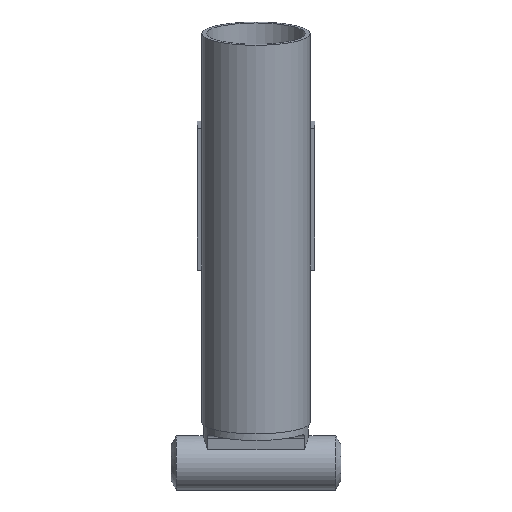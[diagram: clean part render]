
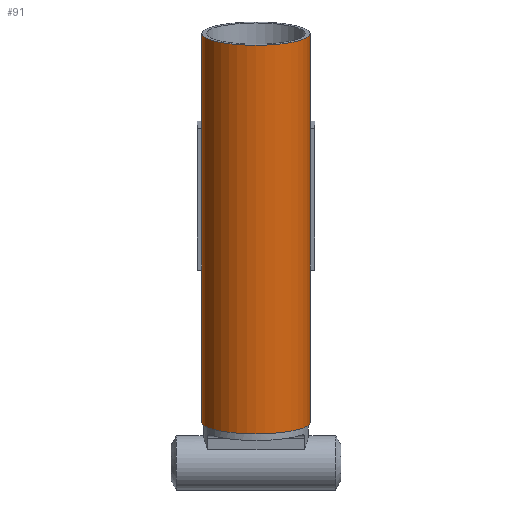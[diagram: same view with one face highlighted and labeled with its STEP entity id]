
A CAD part, front view. The second image highlights one B-rep face of the part: STEP entity #91.
In plain terms, the highlighted cylindrical face has radius 38.1 mm (diameter 76.2 mm), a full revolution.
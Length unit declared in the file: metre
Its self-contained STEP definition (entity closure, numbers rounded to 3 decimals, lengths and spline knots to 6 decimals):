
#91 = ADVANCED_FACE( '', ( #203, #204, #205 ), #206, .T. );
#203 = FACE_BOUND( '', #336, .T. );
#204 = FACE_OUTER_BOUND( '', #337, .T. );
#205 = FACE_OUTER_BOUND( '', #338, .T. );
#206 = CYLINDRICAL_SURFACE( '', #339, 0.0381 );
#336 = EDGE_LOOP( '', ( #521, #522, #523, #524 ) );
#337 = EDGE_LOOP( '', ( #525 ) );
#338 = EDGE_LOOP( '', ( #526 ) );
#339 = AXIS2_PLACEMENT_3D( '', #527, #528, #529 );
#521 = ORIENTED_EDGE( '', *, *, #727, .T. );
#522 = ORIENTED_EDGE( '', *, *, #700, .T. );
#523 = ORIENTED_EDGE( '', *, *, #719, .F. );
#524 = ORIENTED_EDGE( '', *, *, #728, .T. );
#525 = ORIENTED_EDGE( '', *, *, #729, .T. );
#526 = ORIENTED_EDGE( '', *, *, #689, .F. );
#527 = CARTESIAN_POINT( '', ( 0., -2.635188, 1.12572 ) );
#528 = DIRECTION( '', ( 0., -0.215, 0.977 ) );
#529 = DIRECTION( '', ( 0., 0.977, 0.215 ) );
#689 = EDGE_CURVE( '', #801, #801, #802, .T. );
#700 = EDGE_CURVE( '', #820, #817, #821, .T. );
#719 = EDGE_CURVE( '', #849, #817, #851, .F. );
#727 = EDGE_CURVE( '', #862, #820, #863, .F. );
#728 = EDGE_CURVE( '', #849, #862, #864, .F. );
#729 = EDGE_CURVE( '', #865, #865, #866, .T. );
#801 = VERTEX_POINT( '', #1040 );
#802 = CIRCLE( '', #1041, 0.0381 );
#817 = VERTEX_POINT( '', #1057 );
#820 = VERTEX_POINT( '', #1060 );
#821 = LINE( '', #1061, #1062 );
#849 = VERTEX_POINT( '', #1099 );
#851 = CIRCLE( '', #1101, 0.0381 );
#862 = VERTEX_POINT( '', #1117 );
#863 = CIRCLE( '', #1118, 0.0381 );
#864 = LINE( '', #1119, #1120 );
#865 = VERTEX_POINT( '', #1121 );
#866 = CIRCLE( '', #1122, 0.0381 );
#1040 = CARTESIAN_POINT( '', ( 0., -2.538043, 0.860996 ) );
#1041 = AXIS2_PLACEMENT_3D( '', #1227, #1228, #1229 );
#1057 = CARTESIAN_POINT( '', ( -0.01872, -2.564638, 0.959177 ) );
#1060 = CARTESIAN_POINT( '', ( -0.01872, -2.586431, 1.058412 ) );
#1061 = CARTESIAN_POINT( '', ( -0.01872, -2.602776, 1.132838 ) );
#1062 = VECTOR( '', #1246, 1. );
#1099 = CARTESIAN_POINT( '', ( 0.01872, -2.564638, 0.959177 ) );
#1101 = AXIS2_PLACEMENT_3D( '', #1268, #1269, #1270 );
#1117 = CARTESIAN_POINT( '', ( 0.01872, -2.586431, 1.058412 ) );
#1118 = AXIS2_PLACEMENT_3D( '', #1276, #1277, #1278 );
#1119 = CARTESIAN_POINT( '', ( 0.01872, -2.602776, 1.132838 ) );
#1120 = VECTOR( '', #1279, 1. );
#1121 = CARTESIAN_POINT( '', ( 0., -2.597975, 1.133893 ) );
#1122 = AXIS2_PLACEMENT_3D( '', #1280, #1281, #1282 );
#1227 = CARTESIAN_POINT( '', ( 0., -2.575256, 0.852823 ) );
#1228 = DIRECTION( '', ( 0., 0.215, -0.977 ) );
#1229 = DIRECTION( '', ( 0., 0.977, 0.215 ) );
#1246 = DIRECTION( '', ( 0., 0.215, -0.977 ) );
#1268 = CARTESIAN_POINT( '', ( 0., -2.597049, 0.952059 ) );
#1269 = DIRECTION( '', ( 0., 0.215, -0.977 ) );
#1270 = DIRECTION( '', ( 0., 0.977, 0.215 ) );
#1276 = CARTESIAN_POINT( '', ( 0., -2.618843, 1.051294 ) );
#1277 = DIRECTION( '', ( 0., 0.215, -0.977 ) );
#1278 = DIRECTION( '', ( 0., 0.977, 0.215 ) );
#1279 = DIRECTION( '', ( 0., 0.215, -0.977 ) );
#1280 = CARTESIAN_POINT( '', ( 0., -2.635188, 1.12572 ) );
#1281 = DIRECTION( '', ( 0., 0.215, -0.977 ) );
#1282 = DIRECTION( '', ( 0., 0.977, 0.215 ) );
